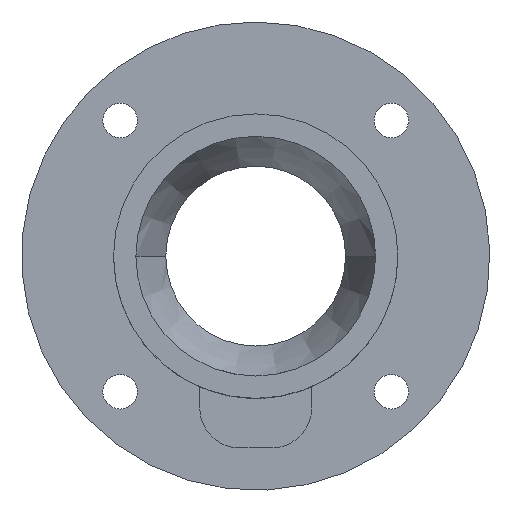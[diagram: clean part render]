
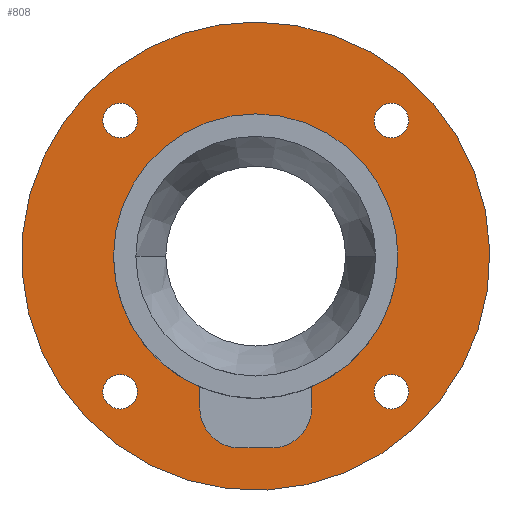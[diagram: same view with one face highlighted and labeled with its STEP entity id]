
A CAD part, left-side view. The second image highlights one B-rep face of the part: STEP entity #808.
In plain terms, the highlighted planar face has unit normal (-1, 0, 0).
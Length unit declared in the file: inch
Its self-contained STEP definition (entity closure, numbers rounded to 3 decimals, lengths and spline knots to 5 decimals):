
#67=CARTESIAN_POINT('',(1.475,0.,0.));
#68=DIRECTION('',(-1.,0.,0.));
#69=DIRECTION('',(0.,1.,0.));
#70=AXIS2_PLACEMENT_3D('',#67,#68,#69);
#72=CARTESIAN_POINT('',(1.475,0.,0.));
#73=DIRECTION('',(-1.,0.,0.));
#74=DIRECTION('',(0.,-0.393,-0.919));
#75=AXIS2_PLACEMENT_3D('',#72,#73,#74);
#77=CARTESIAN_POINT('',(1.475,0.,0.));
#78=DIRECTION('',(-1.,0.,0.));
#79=DIRECTION('',(0.,-1.,0.));
#80=AXIS2_PLACEMENT_3D('',#77,#78,#79);
#82=CARTESIAN_POINT('',(1.475,-0.42426,0.42426));
#83=DIRECTION('',(-1.,0.,0.));
#84=DIRECTION('',(0.,0.,1.));
#85=AXIS2_PLACEMENT_3D('',#82,#83,#84);
#87=CARTESIAN_POINT('',(1.475,-0.42426,0.42426));
#88=DIRECTION('',(-1.,0.,0.));
#89=DIRECTION('',(0.,0.,-1.));
#90=AXIS2_PLACEMENT_3D('',#87,#88,#89);
#92=CARTESIAN_POINT('',(1.475,-0.42426,-0.42426));
#93=DIRECTION('',(1.,0.,0.));
#94=DIRECTION('',(0.,1.,0.));
#95=AXIS2_PLACEMENT_3D('',#92,#93,#94);
#97=CARTESIAN_POINT('',(1.475,-0.42426,-0.42426));
#98=DIRECTION('',(1.,0.,0.));
#99=DIRECTION('',(0.,-1.,0.));
#100=AXIS2_PLACEMENT_3D('',#97,#98,#99);
#102=CARTESIAN_POINT('',(1.475,0.42426,0.42426));
#103=DIRECTION('',(1.,0.,0.));
#104=DIRECTION('',(0.,1.,0.));
#105=AXIS2_PLACEMENT_3D('',#102,#103,#104);
#107=CARTESIAN_POINT('',(1.475,0.42426,0.42426));
#108=DIRECTION('',(1.,0.,0.));
#109=DIRECTION('',(0.,-1.,0.));
#110=AXIS2_PLACEMENT_3D('',#107,#108,#109);
#112=CARTESIAN_POINT('',(1.475,0.42426,-0.42426));
#113=DIRECTION('',(1.,0.,0.));
#114=DIRECTION('',(0.,1.,0.));
#115=AXIS2_PLACEMENT_3D('',#112,#113,#114);
#117=CARTESIAN_POINT('',(1.475,0.42426,-0.42426));
#118=DIRECTION('',(1.,0.,0.));
#119=DIRECTION('',(0.,-1.,0.));
#120=AXIS2_PLACEMENT_3D('',#117,#118,#119);
#122=CARTESIAN_POINT('',(1.475,0.,0.));
#123=DIRECTION('',(1.,0.,0.));
#124=DIRECTION('',(0.,0.,1.));
#125=AXIS2_PLACEMENT_3D('',#122,#123,#124);
#127=CARTESIAN_POINT('',(1.475,0.,0.));
#128=DIRECTION('',(1.,0.,0.));
#129=DIRECTION('',(0.,0.707,0.707));
#130=AXIS2_PLACEMENT_3D('',#127,#128,#129);
#144=DIRECTION('',(0.,0.,-1.));
#145=VECTOR('',#144,0.06585);
#146=CARTESIAN_POINT('',(1.475,0.175,-0.40915));
#147=LINE('',#146,#145);
#230=DIRECTION('',(0.,1.,0.));
#231=VECTOR('',#230,0.1);
#232=CARTESIAN_POINT('',(1.475,-0.05,-0.6));
#233=LINE('',#232,#231);
#242=CARTESIAN_POINT('',(1.475,-0.05,-0.475));
#243=DIRECTION('',(1.,0.,0.));
#244=DIRECTION('',(0.,-1.,0.));
#245=AXIS2_PLACEMENT_3D('',#242,#243,#244);
#269=DIRECTION('',(0.,0.,-1.));
#270=VECTOR('',#269,0.06585);
#271=CARTESIAN_POINT('',(1.475,-0.175,-0.40915));
#272=LINE('',#271,#270);
#537=CARTESIAN_POINT('',(1.475,0.05,-0.475));
#538=DIRECTION('',(1.,0.,0.));
#539=DIRECTION('',(0.,0.,-1.));
#540=AXIS2_PLACEMENT_3D('',#537,#538,#539);
#606=CARTESIAN_POINT('',(1.475,-0.37026,-0.42426));
#607=CARTESIAN_POINT('',(1.475,-0.47826,-0.42426));
#608=VERTEX_POINT('',#606);
#609=VERTEX_POINT('',#607);
#610=CARTESIAN_POINT('',(1.475,0.47826,0.42426));
#611=CARTESIAN_POINT('',(1.475,0.37026,0.42426));
#612=VERTEX_POINT('',#610);
#613=VERTEX_POINT('',#611);
#614=CARTESIAN_POINT('',(1.475,0.445,0.));
#615=CARTESIAN_POINT('',(1.475,0.175,-0.40915));
#616=VERTEX_POINT('',#614);
#617=VERTEX_POINT('',#615);
#644=CARTESIAN_POINT('',(1.475,-0.175,-0.40915));
#645=VERTEX_POINT('',#644);
#646=CARTESIAN_POINT('',(1.475,-0.05,-0.6));
#647=VERTEX_POINT('',#646);
#648=CARTESIAN_POINT('',(1.475,0.05,-0.6));
#649=VERTEX_POINT('',#648);
#650=CARTESIAN_POINT('',(1.475,-0.175,-0.475));
#651=VERTEX_POINT('',#650);
#652=CARTESIAN_POINT('',(1.475,0.175,-0.475));
#653=VERTEX_POINT('',#652);
#655=CARTESIAN_POINT('',(1.475,0.,0.7325));
#657=VERTEX_POINT('',#655);
#659=CARTESIAN_POINT('',(1.475,0.51796,0.51796));
#661=VERTEX_POINT('',#659);
#662=CARTESIAN_POINT('',(1.475,-0.445,0.));
#663=VERTEX_POINT('',#662);
#670=CARTESIAN_POINT('',(1.475,-0.42426,0.47826));
#671=CARTESIAN_POINT('',(1.475,-0.42426,0.37026));
#672=VERTEX_POINT('',#670);
#673=VERTEX_POINT('',#671);
#678=CARTESIAN_POINT('',(1.475,0.47826,-0.42426));
#679=CARTESIAN_POINT('',(1.475,0.37026,-0.42426));
#680=VERTEX_POINT('',#678);
#681=VERTEX_POINT('',#679);
#757=CARTESIAN_POINT('',(1.475,0.,0.));
#758=DIRECTION('',(-1.,0.,0.));
#759=DIRECTION('',(0.,1.,0.));
#760=AXIS2_PLACEMENT_3D('',#757,#758,#759);
#761=PLANE('',#760);
#763=ORIENTED_EDGE('',*,*,#762,.T.);
#765=ORIENTED_EDGE('',*,*,#764,.T.);
#766=EDGE_LOOP('',(#763,#765));
#767=FACE_OUTER_BOUND('',#766,.F.);
#769=ORIENTED_EDGE('',*,*,#768,.T.);
#771=ORIENTED_EDGE('',*,*,#770,.T.);
#772=EDGE_LOOP('',(#769,#771));
#773=FACE_BOUND('',#772,.F.);
#775=ORIENTED_EDGE('',*,*,#774,.F.);
#777=ORIENTED_EDGE('',*,*,#776,.F.);
#778=EDGE_LOOP('',(#775,#777));
#779=FACE_BOUND('',#778,.F.);
#781=ORIENTED_EDGE('',*,*,#780,.F.);
#783=ORIENTED_EDGE('',*,*,#782,.F.);
#784=EDGE_LOOP('',(#781,#783));
#785=FACE_BOUND('',#784,.F.);
#787=ORIENTED_EDGE('',*,*,#786,.F.);
#789=ORIENTED_EDGE('',*,*,#788,.F.);
#790=EDGE_LOOP('',(#787,#789));
#791=FACE_BOUND('',#790,.F.);
#792=ORIENTED_EDGE('',*,*,#739,.T.);
#794=ORIENTED_EDGE('',*,*,#793,.T.);
#795=ORIENTED_EDGE('',*,*,#747,.T.);
#797=ORIENTED_EDGE('',*,*,#796,.T.);
#799=ORIENTED_EDGE('',*,*,#798,.F.);
#801=ORIENTED_EDGE('',*,*,#800,.F.);
#803=ORIENTED_EDGE('',*,*,#802,.F.);
#805=ORIENTED_EDGE('',*,*,#804,.F.);
#806=EDGE_LOOP('',(#792,#794,#795,#797,#799,#801,#803,#805));
#807=FACE_BOUND('',#806,.F.);
#808=ADVANCED_FACE('',(#767,#773,#779,#785,#791,#807),#761,.T.);
#71=CIRCLE('',#70,0.445);
#76=CIRCLE('',#75,0.445);
#81=CIRCLE('',#80,0.445);
#86=CIRCLE('',#85,0.054);
#91=CIRCLE('',#90,0.054);
#96=CIRCLE('',#95,0.054);
#101=CIRCLE('',#100,0.054);
#106=CIRCLE('',#105,0.054);
#111=CIRCLE('',#110,0.054);
#116=CIRCLE('',#115,0.054);
#121=CIRCLE('',#120,0.054);
#126=CIRCLE('',#125,0.7325);
#131=CIRCLE('',#130,0.7325);
#246=CIRCLE('',#245,0.125);
#541=CIRCLE('',#540,0.125);
#739=EDGE_CURVE('',#645,#663,#76,.T.);
#747=EDGE_CURVE('',#616,#617,#71,.T.);
#762=EDGE_CURVE('',#657,#661,#126,.T.);
#764=EDGE_CURVE('',#661,#657,#131,.T.);
#768=EDGE_CURVE('',#672,#673,#86,.T.);
#770=EDGE_CURVE('',#673,#672,#91,.T.);
#774=EDGE_CURVE('',#608,#609,#96,.T.);
#776=EDGE_CURVE('',#609,#608,#101,.T.);
#780=EDGE_CURVE('',#612,#613,#106,.T.);
#782=EDGE_CURVE('',#613,#612,#111,.T.);
#786=EDGE_CURVE('',#680,#681,#116,.T.);
#788=EDGE_CURVE('',#681,#680,#121,.T.);
#793=EDGE_CURVE('',#663,#616,#81,.T.);
#796=EDGE_CURVE('',#617,#653,#147,.T.);
#798=EDGE_CURVE('',#649,#653,#541,.T.);
#800=EDGE_CURVE('',#647,#649,#233,.T.);
#802=EDGE_CURVE('',#651,#647,#246,.T.);
#804=EDGE_CURVE('',#645,#651,#272,.T.);
